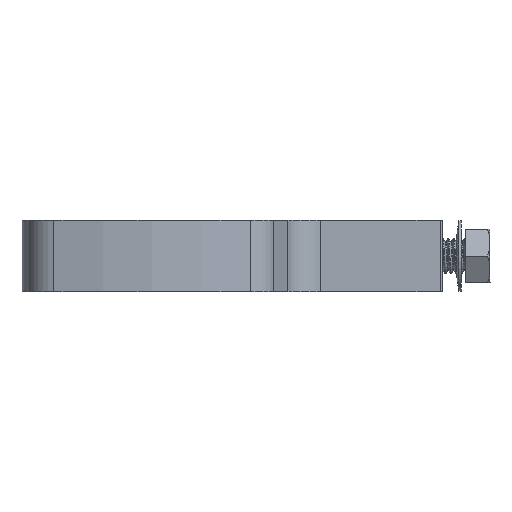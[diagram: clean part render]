
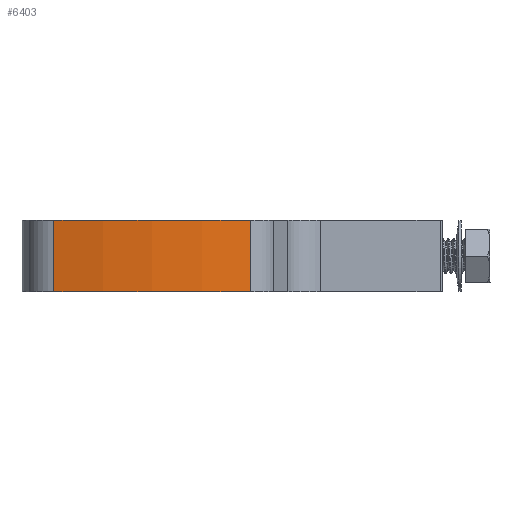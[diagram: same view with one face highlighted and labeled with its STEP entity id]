
A CAD part, left-side view. The second image highlights one B-rep face of the part: STEP entity #6403.
In plain terms, the highlighted cylindrical face has radius 138.245 mm (diameter 276.491 mm), a partial arc.
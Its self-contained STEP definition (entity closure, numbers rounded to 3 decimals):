
#597=CYLINDRICAL_SURFACE('',#6913,138.246);
#854=FACE_OUTER_BOUND('',#1179,.T.);
#1179=EDGE_LOOP('',(#4756,#4757,#4758,#4759));
#1513=CIRCLE('',#6914,138.246);
#1514=CIRCLE('',#6915,138.246);
#1840=LINE('',#9548,#2296);
#1841=LINE('',#9554,#2297);
#2296=VECTOR('',#7978,25.4);
#2297=VECTOR('',#7985,25.4);
#2760=VERTEX_POINT('',#9545);
#2761=VERTEX_POINT('',#9547);
#2762=VERTEX_POINT('',#9551);
#2763=VERTEX_POINT('',#9553);
#3598=EDGE_CURVE('',#2760,#2761,#1840,.T.);
#3600=EDGE_CURVE('',#2760,#2762,#1513,.T.);
#3601=EDGE_CURVE('',#2762,#2763,#1841,.T.);
#3602=EDGE_CURVE('',#2763,#2761,#1514,.T.);
#4756=ORIENTED_EDGE('',*,*,#3600,.T.);
#4757=ORIENTED_EDGE('',*,*,#3601,.T.);
#4758=ORIENTED_EDGE('',*,*,#3602,.T.);
#4759=ORIENTED_EDGE('',*,*,#3598,.F.);
#6403=ADVANCED_FACE('',(#854),#597,.T.);
#6913=AXIS2_PLACEMENT_3D('',#9550,#7981,#7982);
#6914=AXIS2_PLACEMENT_3D('',#9552,#7983,#7984);
#6915=AXIS2_PLACEMENT_3D('',#9555,#7986,#7987);
#7978=DIRECTION('',(0.,0.,-1.));
#7981=DIRECTION('center_axis',(0.,0.,1.));
#7982=DIRECTION('ref_axis',(-1.,0.,0.));
#7983=DIRECTION('center_axis',(0.,0.,-1.));
#7984=DIRECTION('ref_axis',(1.,0.,0.));
#7985=DIRECTION('',(0.,0.,-1.));
#7986=DIRECTION('center_axis',(0.,0.,1.));
#7987=DIRECTION('ref_axis',(1.,0.,0.));
#9545=CARTESIAN_POINT('',(312.331,180.814,38.1));
#9547=CARTESIAN_POINT('',(312.331,180.814,12.7));
#9548=CARTESIAN_POINT('',(312.331,180.814,25.4));
#9550=CARTESIAN_POINT('Origin',(446.019,216.017,25.4));
#9551=CARTESIAN_POINT('',(312.309,251.138,38.1));
#9552=CARTESIAN_POINT('Origin',(446.019,216.017,38.1));
#9553=CARTESIAN_POINT('',(312.309,251.138,12.7));
#9554=CARTESIAN_POINT('',(312.309,251.138,25.4));
#9555=CARTESIAN_POINT('Origin',(446.019,216.017,12.7));
